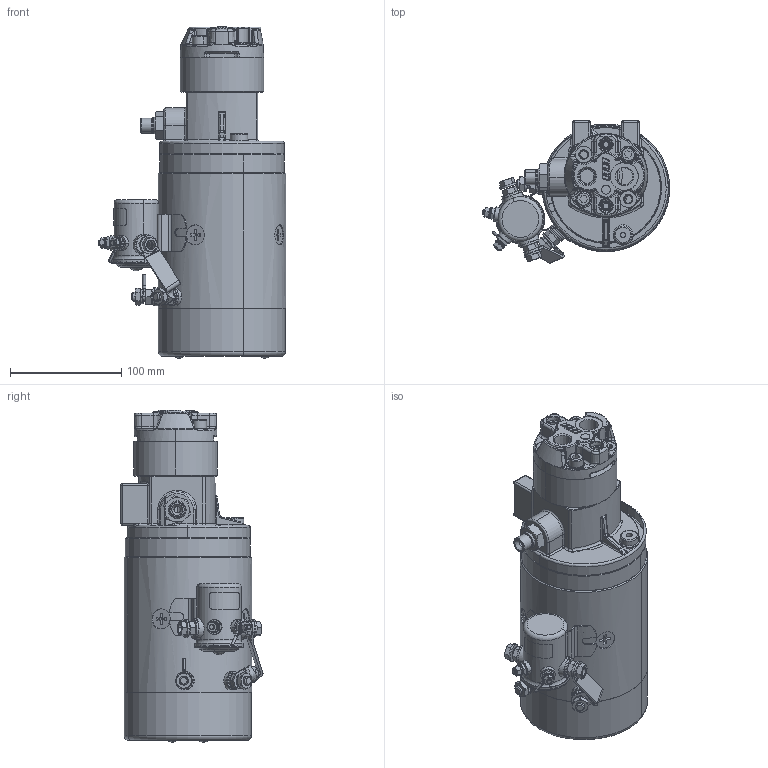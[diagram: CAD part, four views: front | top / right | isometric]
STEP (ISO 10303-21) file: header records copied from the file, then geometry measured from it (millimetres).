
FILE_DESCRIPTION (( 'STEP AP203' ), '1' );
FILE_NAME ('147-355-00314.STEP', '2016-11-15T10:53:31', ( '' ), ( '' ), 'SwSTEP 2.0', 'SolidWorks 2016', '' );
FILE_SCHEMA (( 'CONFIG_CONTROL_DESIGN' ));
Length unit declared in the file: millimetre
Products named in the file (1): 147-355-00314
Bounding box: 168.22 x 127.48 x 297.94 mm (x, y, z)
Volume: 2217047.4 mm3; surface area: 231364.1 mm2
Topology: 27 solids, 28 shells, 2267 faces, 5510 edges, 3341 vertices
Faces by surface type: cylinder 735, plane 595, bspline 314, torus 310, cone 282, sphere 31
Entity records: 85688 total; most frequent: CARTESIAN_POINT 34716, ORIENTED_EDGE 10902, DIRECTION 10549, EDGE_CURVE 5451, AXIS2_PLACEMENT_3D 4378, VERTEX_POINT 3341, EDGE_LOOP 2442, CIRCLE 2424
